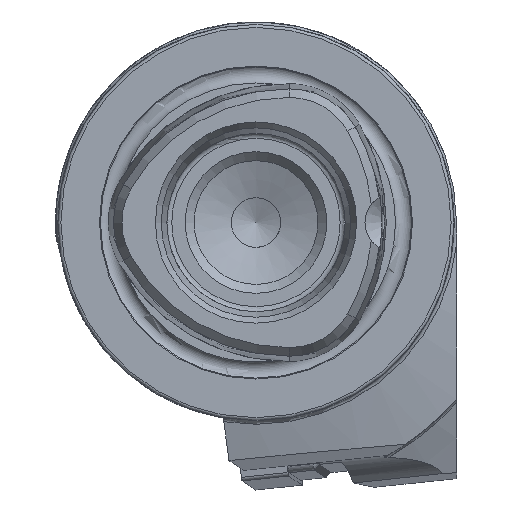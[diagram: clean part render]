
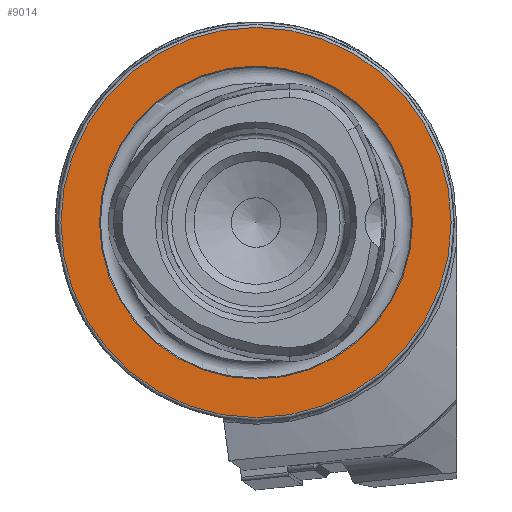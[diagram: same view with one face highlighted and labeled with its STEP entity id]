
A CAD part, left-side view. The second image highlights one B-rep face of the part: STEP entity #9014.
In plain terms, the highlighted planar face has unit normal (-1, 0, 0).
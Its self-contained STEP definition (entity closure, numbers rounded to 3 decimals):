
#491 = EDGE_CURVE ( 'NONE', #7652, #7652, #9765, .T. ) ;
#935 = AXIS2_PLACEMENT_3D ( 'NONE', #2903, #5667, #8221 ) ;
#2903 = CARTESIAN_POINT ( 'NONE',  ( 0., 15.8, 0. ) ) ;
#3441 = DIRECTION ( 'NONE',  ( 0., 0., 1. ) ) ;
#3634 = CARTESIAN_POINT ( 'NONE',  ( 0., 0., 15.8 ) ) ;
#4075 = EDGE_LOOP ( 'NONE', ( #11279 ) ) ;
#4148 = CIRCLE ( 'NONE', #16700, 19.7 ) ;
#4329 = ORIENTED_EDGE ( 'NONE', *, *, #13509, .T. ) ;
#4429 = CARTESIAN_POINT ( 'NONE',  ( 0., 0., 19.7 ) ) ;
#4698 = DIRECTION ( 'NONE',  ( -1., 0., 0. ) ) ;
#4835 = CARTESIAN_POINT ( 'NONE',  ( 0., 0., 0. ) ) ;
#5592 = FACE_BOUND ( 'NONE', #4075, .T. ) ;
#5667 = DIRECTION ( 'NONE',  ( 1., 0., 0. ) ) ;
#6783 = VERTEX_POINT ( 'NONE', #4429 ) ;
#7652 = VERTEX_POINT ( 'NONE', #3634 ) ;
#8128 = EDGE_LOOP ( 'NONE', ( #4329 ) ) ;
#8221 = DIRECTION ( 'NONE',  ( 0., 0., -1. ) ) ;
#9014 = ADVANCED_FACE ( 'NONE', ( #5592, #9614 ), #13635, .F. ) ;
#9614 = FACE_OUTER_BOUND ( 'NONE', #8128, .T. ) ;
#9765 = CIRCLE ( 'NONE', #15348, 15.8 ) ;
#9849 = DIRECTION ( 'NONE',  ( 0., 0., 1. ) ) ;
#10347 = DIRECTION ( 'NONE',  ( -1., 0., 0. ) ) ;
#11279 = ORIENTED_EDGE ( 'NONE', *, *, #491, .F. ) ;
#13509 = EDGE_CURVE ( 'NONE', #6783, #6783, #4148, .T. ) ;
#13635 = PLANE ( 'NONE',  #935 ) ;
#15285 = CARTESIAN_POINT ( 'NONE',  ( 0., 0., 0. ) ) ;
#15348 = AXIS2_PLACEMENT_3D ( 'NONE', #15285, #4698, #9849 ) ;
#16700 = AXIS2_PLACEMENT_3D ( 'NONE', #4835, #10347, #3441 ) ;
